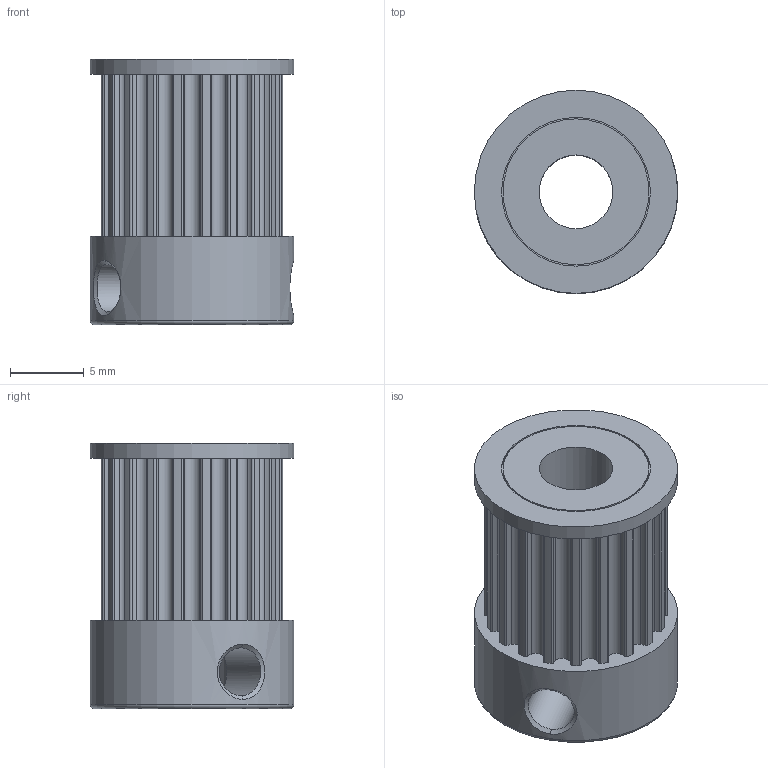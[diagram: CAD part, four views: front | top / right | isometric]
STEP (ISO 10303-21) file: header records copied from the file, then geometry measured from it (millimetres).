
FILE_DESCRIPTION(/* description */ ('NONE'),/* implementation_level */ '2;1');
FILE_NAME(/* name */ 'GT2 Timing Gear Alumium For Belt Width 10mm - 20 teeth - Bore 5mm .stp',/* time_stamp */ '2021-10-14T22:29:25+01:00',/* author */ ('adams'),/* organization */ (''),/* preprocessor_version */ 'ST-DEVELOPER v18.1',/* originating_system */ 'Autodesk Inventor 2021',/* authorisation */ '');
FILE_SCHEMA (('AUTOMOTIVE_DESIGN { 1 0 10303 214 3 1 1 }'));
Length unit declared in the file: millimetre
Products named in the file (1): GT2 Timing Gear Alumium For Belt Width 10mm - 20 teeth - Bore 5mm 
Bounding box: 13.8 x 13.8 x 18 mm (x, y, z)
Volume: 1783.9 mm3; surface area: 1610.3 mm2
Topology: 1 solids, 1 shells, 142 faces, 418 edges, 283 vertices
Faces by surface type: cylinder 129, plane 8, bspline 4, torus 1
Full cylindrical faces by diameter (mm): 3.242 x2, 5 x1, 9.9 x2, 10.1 x2, 13.8 x2
Entity records: 5779 total; most frequent: CARTESIAN_POINT 1691, DIRECTION 954, ORIENTED_EDGE 836, EDGE_CURVE 418, AXIS2_PLACEMENT_3D 410, VERTEX_POINT 283, CIRCLE 271, EDGE_LOOP 153
